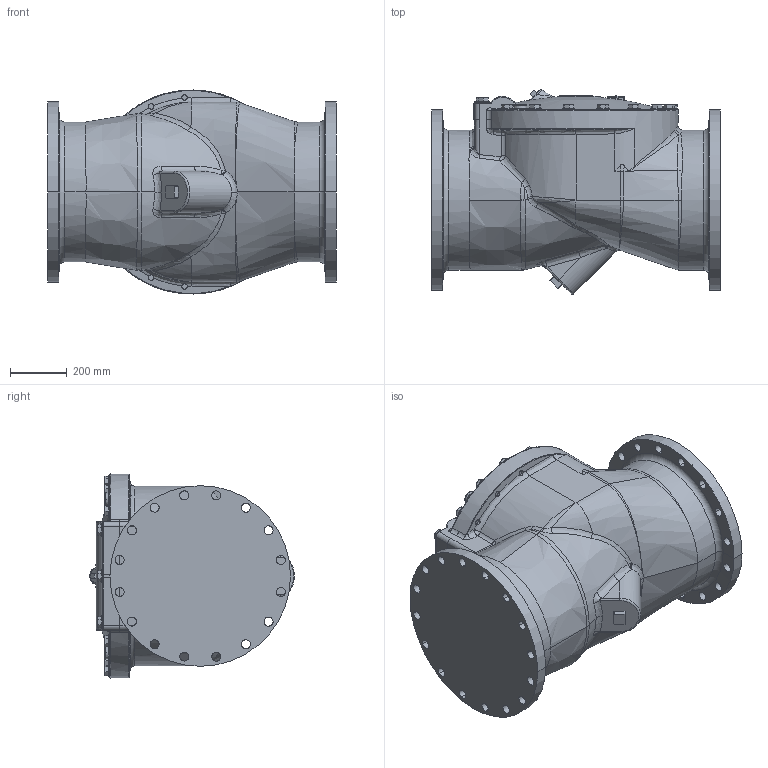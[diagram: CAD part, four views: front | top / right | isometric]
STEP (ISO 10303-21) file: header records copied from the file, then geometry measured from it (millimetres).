
FILE_DESCRIPTION((''),'2;1');
FILE_NAME('518C_SW0001','2023-10-31T14:45:46',('jlesh'),(''),'CREO PARAMETRIC BY PTC INC, 2023072','CREO PARAMETRIC BY PTC INC, 2023072','');
FILE_SCHEMA(('AUTOMOTIVE_DESIGN { 1 0 10303 214 1 1 1 1 }'));
Length unit declared in the file: inch
Products named in the file (1): 518C_SW0001
Bounding box: 1016 x 719.42 x 717.4 mm (x, y, z)
Volume: 270525252.7 mm3; surface area: 3211771.5 mm2
Topology: 1 solids, 2 shells, 827 faces, 1953 edges, 1180 vertices
Faces by surface type: plane 220, cylinder 187, bspline 157, torus 137, cone 114, sphere 12
Entity records: 44016 total; most frequent: CARTESIAN_POINT 23324, ORIENTED_EDGE 3896, DIRECTION 3458, EDGE_CURVE 1948, AXIS2_PLACEMENT_3D 1469, COLOUR_RGB 1327, VERTEX_POINT 1181, EDGE_LOOP 949
